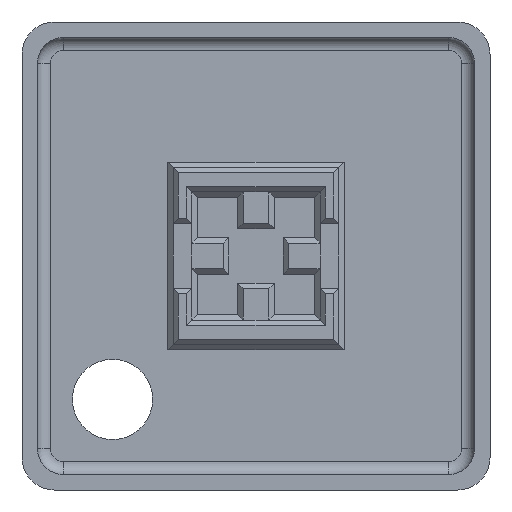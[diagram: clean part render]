
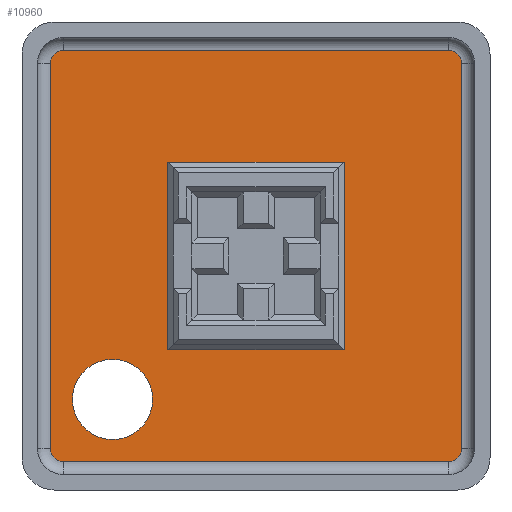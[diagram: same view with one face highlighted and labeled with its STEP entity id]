
A CAD part, front view. The second image highlights one B-rep face of the part: STEP entity #10960.
In plain terms, the highlighted planar face has unit normal (0, -1, 0).
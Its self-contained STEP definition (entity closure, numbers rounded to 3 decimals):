
#53 = EDGE_LOOP ( 'NONE', ( #9600, #9199 ) ) ;
#78 = ORIENTED_EDGE ( 'NONE', *, *, #2107, .T. ) ;
#335 = DIRECTION ( 'NONE',  ( 0., 0., -1. ) ) ;
#793 = CARTESIAN_POINT ( 'NONE',  ( 3.4, 3., -7.44 ) ) ;
#827 = VERTEX_POINT ( 'NONE', #5883 ) ;
#877 = DIRECTION ( 'NONE',  ( 1., 0., 0. ) ) ;
#938 = CARTESIAN_POINT ( 'NONE',  ( 3.2, 3., 3.625 ) ) ;
#1059 = DIRECTION ( 'NONE',  ( 0., 0., -1. ) ) ;
#1284 = AXIS2_PLACEMENT_3D ( 'NONE', #2252, #5002, #3906 ) ;
#1493 = DIRECTION ( 'NONE',  ( 0., -1., 0. ) ) ;
#1837 = EDGE_CURVE ( 'NONE', #7326, #4465, #4131, .T. ) ;
#1888 = PLANE ( 'NONE',  #11860 ) ;
#2009 = CARTESIAN_POINT ( 'NONE',  ( -5.54, 3., -5.54 ) ) ;
#2065 = LINE ( 'NONE', #5940, #11577 ) ;
#2107 = EDGE_CURVE ( 'NONE', #5233, #5885, #2385, .T. ) ;
#2182 = ORIENTED_EDGE ( 'NONE', *, *, #5422, .T. ) ;
#2224 = CARTESIAN_POINT ( 'NONE',  ( 3.4, 3., -3.625 ) ) ;
#2252 = CARTESIAN_POINT ( 'NONE',  ( -5.54, 3., -5.54 ) ) ;
#2378 = ORIENTED_EDGE ( 'NONE', *, *, #10526, .T. ) ;
#2385 = CIRCLE ( 'NONE', #6117, 0.5 ) ;
#2393 = CARTESIAN_POINT ( 'NONE',  ( -7.94, 3., -7.44 ) ) ;
#2485 = DIRECTION ( 'NONE',  ( -1., 0., 0. ) ) ;
#2683 = CARTESIAN_POINT ( 'NONE',  ( 7.44, 3., -7.94 ) ) ;
#2800 = EDGE_CURVE ( 'NONE', #10000, #11097, #8682, .T. ) ;
#3031 = VECTOR ( 'NONE', #5753, 1000. ) ;
#3108 = CARTESIAN_POINT ( 'NONE',  ( -3.4, 3., 3.425 ) ) ;
#3222 = VECTOR ( 'NONE', #10855, 1000. ) ;
#3358 = LINE ( 'NONE', #6003, #3222 ) ;
#3409 = VERTEX_POINT ( 'NONE', #5383 ) ;
#3510 = CARTESIAN_POINT ( 'NONE',  ( 7.44, 3., -7.94 ) ) ;
#3549 = CARTESIAN_POINT ( 'NONE',  ( 7.94, 3., -7.44 ) ) ;
#3667 = DIRECTION ( 'NONE',  ( 0., 0., -1. ) ) ;
#3697 = DIRECTION ( 'NONE',  ( 0., 0., -1. ) ) ;
#3886 = CARTESIAN_POINT ( 'NONE',  ( -7.44, 3., -7.44 ) ) ;
#3906 = DIRECTION ( 'NONE',  ( 0., 0., -1. ) ) ;
#4000 = ORIENTED_EDGE ( 'NONE', *, *, #9216, .T. ) ;
#4071 = VERTEX_POINT ( 'NONE', #6651 ) ;
#4124 = CARTESIAN_POINT ( 'NONE',  ( 7.94, 3., -7.44 ) ) ;
#4131 = CIRCLE ( 'NONE', #8083, 0.5 ) ;
#4159 = ORIENTED_EDGE ( 'NONE', *, *, #6794, .T. ) ;
#4185 = CIRCLE ( 'NONE', #9323, 0.5 ) ;
#4423 = CARTESIAN_POINT ( 'NONE',  ( -3.4, 3., -3.625 ) ) ;
#4465 = VERTEX_POINT ( 'NONE', #9103 ) ;
#4493 = ORIENTED_EDGE ( 'NONE', *, *, #1837, .T. ) ;
#4642 = FACE_BOUND ( 'NONE', #53, .T. ) ;
#4862 = ORIENTED_EDGE ( 'NONE', *, *, #9903, .T. ) ;
#5002 = DIRECTION ( 'NONE',  ( 0., -1., 0. ) ) ;
#5233 = VERTEX_POINT ( 'NONE', #2393 ) ;
#5383 = CARTESIAN_POINT ( 'NONE',  ( -5.54, 3., -7.09 ) ) ;
#5422 = EDGE_CURVE ( 'NONE', #6010, #8618, #4185, .T. ) ;
#5443 = DIRECTION ( 'NONE',  ( 0., -1., 0. ) ) ;
#5468 = VECTOR ( 'NONE', #3697, 1000. ) ;
#5628 = ORIENTED_EDGE ( 'NONE', *, *, #6235, .T. ) ;
#5690 = DIRECTION ( 'NONE',  ( 0., -1., 0. ) ) ;
#5738 = EDGE_CURVE ( 'NONE', #3409, #8061, #8740, .T. ) ;
#5753 = DIRECTION ( 'NONE',  ( 0., 0., 1. ) ) ;
#5883 = CARTESIAN_POINT ( 'NONE',  ( -3.4, 3., 3.625 ) ) ;
#5885 = VERTEX_POINT ( 'NONE', #10227 ) ;
#5940 = CARTESIAN_POINT ( 'NONE',  ( -7.94, 3., -7.44 ) ) ;
#6003 = CARTESIAN_POINT ( 'NONE',  ( 7.44, 3., 7.94 ) ) ;
#6010 = VERTEX_POINT ( 'NONE', #7853 ) ;
#6117 = AXIS2_PLACEMENT_3D ( 'NONE', #3886, #7651, #6537 ) ;
#6235 = EDGE_CURVE ( 'NONE', #4465, #6010, #3358, .T. ) ;
#6270 = VECTOR ( 'NONE', #11698, 1000. ) ;
#6537 = DIRECTION ( 'NONE',  ( 0., 0., -1. ) ) ;
#6563 = LINE ( 'NONE', #938, #9841 ) ;
#6567 = FACE_BOUND ( 'NONE', #9024, .T. ) ;
#6595 = CARTESIAN_POINT ( 'NONE',  ( -5.54, 3., -3.99 ) ) ;
#6651 = CARTESIAN_POINT ( 'NONE',  ( 3.4, 3., 3.625 ) ) ;
#6708 = EDGE_CURVE ( 'NONE', #5885, #10000, #12162, .T. ) ;
#6794 = EDGE_CURVE ( 'NONE', #10622, #827, #7792, .T. ) ;
#6801 = CIRCLE ( 'NONE', #1284, 1.55 ) ;
#6923 = DIRECTION ( 'NONE',  ( 0., -1., 0. ) ) ;
#6972 = CARTESIAN_POINT ( 'NONE',  ( 7.94, 3., 7.44 ) ) ;
#7155 = LINE ( 'NONE', #4124, #6270 ) ;
#7182 = VERTEX_POINT ( 'NONE', #2224 ) ;
#7326 = VERTEX_POINT ( 'NONE', #6972 ) ;
#7651 = DIRECTION ( 'NONE',  ( 0., -1., 0. ) ) ;
#7792 = LINE ( 'NONE', #3108, #3031 ) ;
#7806 = DIRECTION ( 'NONE',  ( 0., -1., 0. ) ) ;
#7853 = CARTESIAN_POINT ( 'NONE',  ( -7.44, 3., 7.94 ) ) ;
#8061 = VERTEX_POINT ( 'NONE', #6595 ) ;
#8083 = AXIS2_PLACEMENT_3D ( 'NONE', #10723, #1493, #9039 ) ;
#8280 = ORIENTED_EDGE ( 'NONE', *, *, #10275, .T. ) ;
#8426 = CARTESIAN_POINT ( 'NONE',  ( 7.44, 3., -7.44 ) ) ;
#8500 = DIRECTION ( 'NONE',  ( 1., 0., 0. ) ) ;
#8618 = VERTEX_POINT ( 'NONE', #11481 ) ;
#8682 = CIRCLE ( 'NONE', #10263, 0.5 ) ;
#8730 = CARTESIAN_POINT ( 'NONE',  ( -7.44, 3., 7.44 ) ) ;
#8740 = CIRCLE ( 'NONE', #9137, 1.55 ) ;
#8889 = VECTOR ( 'NONE', #2485, 1000. ) ;
#8968 = VECTOR ( 'NONE', #877, 1000. ) ;
#9024 = EDGE_LOOP ( 'NONE', ( #9602, #4159, #8280, #4862 ) ) ;
#9039 = DIRECTION ( 'NONE',  ( 0., 0., -1. ) ) ;
#9103 = CARTESIAN_POINT ( 'NONE',  ( 7.44, 3., 7.94 ) ) ;
#9132 = EDGE_CURVE ( 'NONE', #8061, #3409, #6801, .T. ) ;
#9137 = AXIS2_PLACEMENT_3D ( 'NONE', #2009, #7806, #335 ) ;
#9199 = ORIENTED_EDGE ( 'NONE', *, *, #5738, .F. ) ;
#9216 = EDGE_CURVE ( 'NONE', #8618, #5233, #2065, .T. ) ;
#9323 = AXIS2_PLACEMENT_3D ( 'NONE', #8730, #6923, #10720 ) ;
#9399 = ORIENTED_EDGE ( 'NONE', *, *, #2800, .T. ) ;
#9432 = EDGE_LOOP ( 'NONE', ( #4000, #78, #9717, #9399, #2378, #4493, #5628, #2182 ) ) ;
#9600 = ORIENTED_EDGE ( 'NONE', *, *, #9132, .F. ) ;
#9602 = ORIENTED_EDGE ( 'NONE', *, *, #11296, .T. ) ;
#9717 = ORIENTED_EDGE ( 'NONE', *, *, #6708, .T. ) ;
#9841 = VECTOR ( 'NONE', #8500, 1000. ) ;
#9903 = EDGE_CURVE ( 'NONE', #4071, #7182, #10079, .T. ) ;
#10000 = VERTEX_POINT ( 'NONE', #3510 ) ;
#10079 = LINE ( 'NONE', #793, #5468 ) ;
#10227 = CARTESIAN_POINT ( 'NONE',  ( -7.44, 3., -7.94 ) ) ;
#10263 = AXIS2_PLACEMENT_3D ( 'NONE', #8426, #5443, #3667 ) ;
#10275 = EDGE_CURVE ( 'NONE', #827, #4071, #6563, .T. ) ;
#10492 = CARTESIAN_POINT ( 'NONE',  ( 7.44, 3., -7.44 ) ) ;
#10526 = EDGE_CURVE ( 'NONE', #11097, #7326, #7155, .T. ) ;
#10622 = VERTEX_POINT ( 'NONE', #4423 ) ;
#10720 = DIRECTION ( 'NONE',  ( 0., 0., -1. ) ) ;
#10723 = CARTESIAN_POINT ( 'NONE',  ( 7.44, 3., 7.44 ) ) ;
#10855 = DIRECTION ( 'NONE',  ( -1., 0., 0. ) ) ;
#10960 = ADVANCED_FACE ( 'NONE', ( #4642, #6567, #11241 ), #1888, .T. ) ;
#10968 = CARTESIAN_POINT ( 'NONE',  ( 7.44, 3., -3.625 ) ) ;
#11097 = VERTEX_POINT ( 'NONE', #3549 ) ;
#11241 = FACE_OUTER_BOUND ( 'NONE', #9432, .T. ) ;
#11296 = EDGE_CURVE ( 'NONE', #7182, #10622, #12013, .T. ) ;
#11309 = DIRECTION ( 'NONE',  ( 0., 0., -1. ) ) ;
#11481 = CARTESIAN_POINT ( 'NONE',  ( -7.94, 3., 7.44 ) ) ;
#11577 = VECTOR ( 'NONE', #1059, 1000. ) ;
#11698 = DIRECTION ( 'NONE',  ( 0., 0., 1. ) ) ;
#11860 = AXIS2_PLACEMENT_3D ( 'NONE', #10492, #5690, #11309 ) ;
#12013 = LINE ( 'NONE', #10968, #8889 ) ;
#12162 = LINE ( 'NONE', #2683, #8968 ) ;
